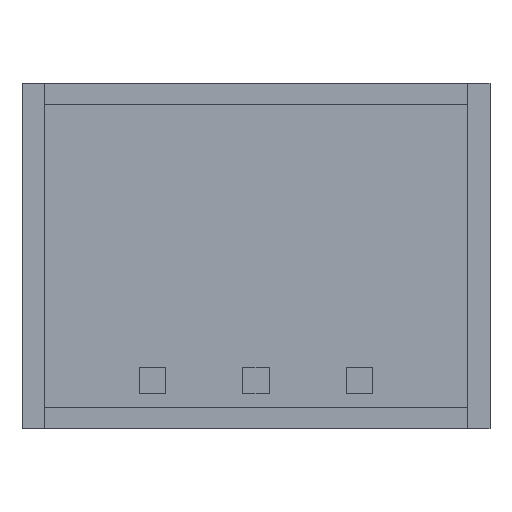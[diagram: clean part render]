
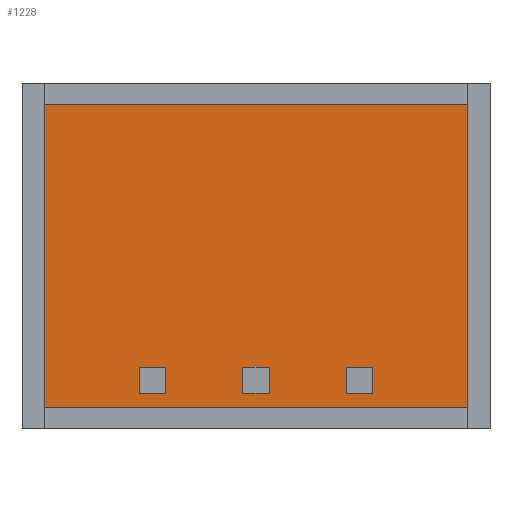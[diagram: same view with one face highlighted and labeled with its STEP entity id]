
A CAD part, front view. The second image highlights one B-rep face of the part: STEP entity #1228.
In plain terms, the highlighted planar face has unit normal (0, -1, 0).
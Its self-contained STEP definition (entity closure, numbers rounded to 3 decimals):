
#197 = DIRECTION ( 'NONE',  ( 0., 0., -1. ) ) ;
#486 = DIRECTION ( 'NONE',  ( 1., 0., 0. ) ) ;
#1140 = ORIENTED_EDGE ( 'NONE', *, *, #2707, .F. ) ;
#1155 = DIRECTION ( 'NONE',  ( -1., 0., 0. ) ) ;
#1221 = LINE ( 'NONE', #3155, #3728 ) ;
#1228 = ADVANCED_FACE ( 'NONE', ( #4244 ), #3242, .T. ) ;
#1279 = AXIS2_PLACEMENT_3D ( 'NONE', #1306, #3280, #3919 ) ;
#1285 = CARTESIAN_POINT ( 'NONE',  ( -5.2, 0., 1.863 ) ) ;
#1306 = CARTESIAN_POINT ( 'NONE',  ( 0., 0., 0. ) ) ;
#1542 = CARTESIAN_POINT ( 'NONE',  ( -5.2, 0., -3.725 ) ) ;
#1695 = VERTEX_POINT ( 'NONE', #1542 ) ;
#1786 = VERTEX_POINT ( 'NONE', #4224 ) ;
#1926 = VECTOR ( 'NONE', #1155, 1000. ) ;
#1957 = EDGE_CURVE ( 'NONE', #2082, #1786, #1221, .T. ) ;
#2082 = VERTEX_POINT ( 'NONE', #3515 ) ;
#2303 = LINE ( 'NONE', #1285, #2831 ) ;
#2518 = ORIENTED_EDGE ( 'NONE', *, *, #3594, .F. ) ;
#2522 = CARTESIAN_POINT ( 'NONE',  ( 2.6, 0., 3.725 ) ) ;
#2707 = EDGE_CURVE ( 'NONE', #4140, #2082, #3748, .T. ) ;
#2764 = LINE ( 'NONE', #4026, #1926 ) ;
#2824 = EDGE_CURVE ( 'NONE', #1695, #4140, #2303, .T. ) ;
#2831 = VECTOR ( 'NONE', #2894, 1000. ) ;
#2894 = DIRECTION ( 'NONE',  ( 0., 0., 1. ) ) ;
#3155 = CARTESIAN_POINT ( 'NONE',  ( 5.2, 0., -1.863 ) ) ;
#3182 = VECTOR ( 'NONE', #486, 1000. ) ;
#3242 = PLANE ( 'NONE',  #1279 ) ;
#3260 = CARTESIAN_POINT ( 'NONE',  ( -5.2, 0., 3.725 ) ) ;
#3280 = DIRECTION ( 'NONE',  ( 0., -1., 0. ) ) ;
#3304 = ORIENTED_EDGE ( 'NONE', *, *, #1957, .F. ) ;
#3515 = CARTESIAN_POINT ( 'NONE',  ( 5.2, 0., 3.725 ) ) ;
#3594 = EDGE_CURVE ( 'NONE', #1786, #1695, #2764, .T. ) ;
#3728 = VECTOR ( 'NONE', #197, 1000. ) ;
#3748 = LINE ( 'NONE', #2522, #3182 ) ;
#3856 = ORIENTED_EDGE ( 'NONE', *, *, #2824, .F. ) ;
#3919 = DIRECTION ( 'NONE',  ( 0., 0., -1. ) ) ;
#4026 = CARTESIAN_POINT ( 'NONE',  ( -2.6, 0., -3.725 ) ) ;
#4140 = VERTEX_POINT ( 'NONE', #3260 ) ;
#4149 = EDGE_LOOP ( 'NONE', ( #3304, #1140, #3856, #2518 ) ) ;
#4224 = CARTESIAN_POINT ( 'NONE',  ( 5.2, 0., -3.725 ) ) ;
#4244 = FACE_OUTER_BOUND ( 'NONE', #4149, .T. ) ;
